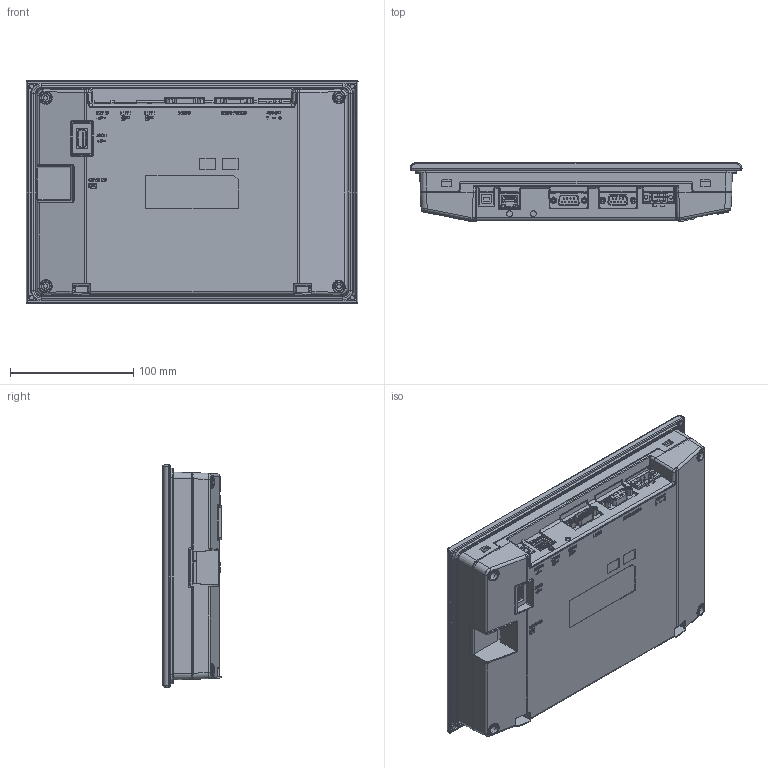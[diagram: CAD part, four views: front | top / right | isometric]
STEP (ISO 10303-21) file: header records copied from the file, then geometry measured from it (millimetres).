
FILE_DESCRIPTION(/* description */ ('Alibre Inc.'),/* implementation_level */ '2;1');
FILE_NAME(/* name */ 'export-8F48503F-0833-4825-9D06-1A4B8F440893',/* time_stamp */ '2022-11-21T17:18:46+01:00',/* author */ (''),/* organization */ (''),/* preprocessor_version */ 'ST-DEVELOPER v17',/* originating_system */ 'Alibre',/* authorisation */ '');
FILE_SCHEMA (('AUTOMOTIVE_DESIGN'));
Length unit declared in the file: millimetre
Products named in the file (18): DOP-100-10
Bounding box: 269.89 x 47.25 x 180.89 mm (x, y, z)
Volume: 603109 mm3; surface area: 357611 mm2
Topology: 17 solids, 22 shells, 3745 faces, 9942 edges, 6356 vertices
Faces by surface type: plane 2539, cylinder 813, bspline 200, cone 94, torus 65, sphere 34
Entity records: 125801 total; most frequent: CARTESIAN_POINT 37708, ORIENTED_EDGE 19866, DIRECTION 14136, EDGE_CURVE 9933, VECTOR 7348, LINE 7348, VERTEX_POINT 6356, AXIS2_PLACEMENT_3D 4696
